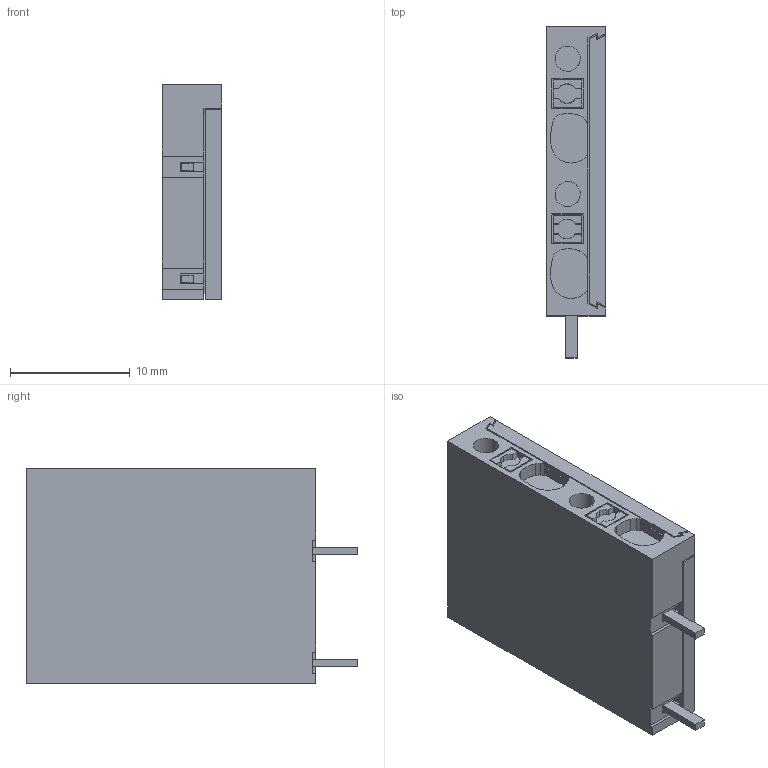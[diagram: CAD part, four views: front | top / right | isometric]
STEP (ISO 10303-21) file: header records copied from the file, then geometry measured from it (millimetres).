
FILE_DESCRIPTION(('CATIA V5R24 STEP','CAx-IF Rec.Pracs.--- Model Styling and Organization---1.2---2011-12-15'),'2;1');
FILE_NAME ('D1461281_0_2000930000_2000930000.stp','2017-04-11T08:38:43+00:00',('none'),('Weidmueller'),'CATIA Version 5-6 Release 2014 SP4 HF52','CATIA V5 STEP AP214','none');
FILE_SCHEMA(('AUTOMOTIVE_DESIGN { 1 0 10303 214 1 1 1 1 }'));
Length unit declared in the file: millimetre
Products named in the file (1): 2000930000_S
Bounding box: 5 x 27.7 x 18 mm (x, y, z)
Volume: 2122.6 mm3; surface area: 1598.6 mm2
Topology: 5 solids, 5 shells, 148 faces, 402 edges, 264 vertices
Faces by surface type: plane 124, cylinder 16, cone 8
Entity records: 4758 total; most frequent: CARTESIAN_POINT 995, ORIENTED_EDGE 804, DIRECTION 615, EDGE_CURVE 402, VECTOR 346, LINE 346, VERTEX_POINT 264, AXIS2_PLACEMENT_3D 152
